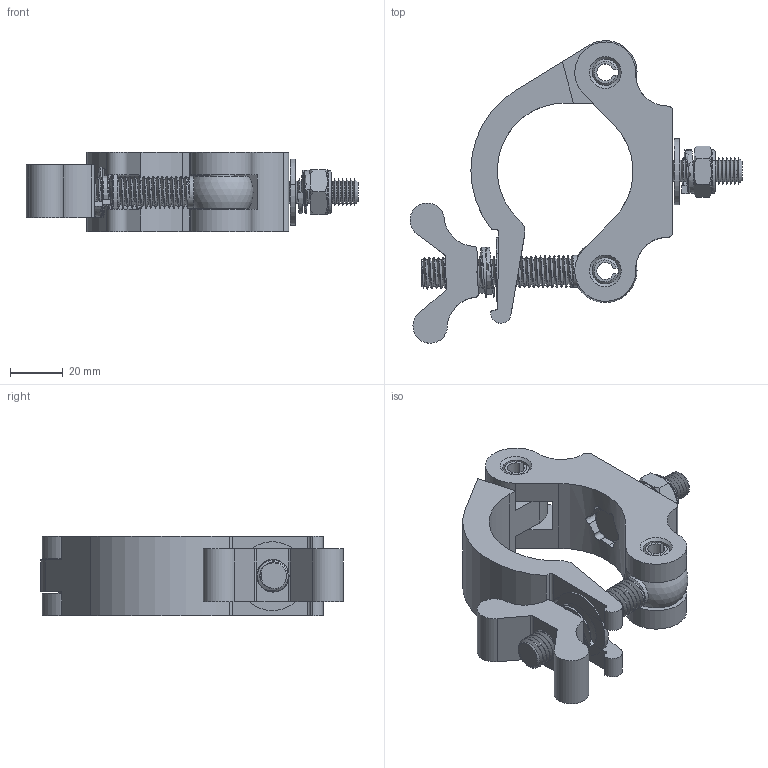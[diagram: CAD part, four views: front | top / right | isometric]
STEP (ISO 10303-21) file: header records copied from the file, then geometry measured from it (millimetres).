
FILE_DESCRIPTION(/* description */ (''),/* implementation_level */ '2;1');
FILE_NAME(/* name */ 'EVT50C-NHCP.step',/* time_stamp */ '2024-01-24T15:38:34-08:00',/* author */ (''),/* organization */ (''),/* preprocessor_version */ 'ST-DEVELOPER v20',/* originating_system */ 'Autodesk Translation Framework v12.14.0.127',/* authorisation */ '');
FILE_SCHEMA (('AUTOMOTIVE_DESIGN { 1 0 10303 214 3 1 1 }'));
Length unit declared in the file: millimetre
Products named in the file (1): EVT50C-NHCP
Bounding box: 125.44 x 114.32 x 30.13 mm (x, y, z)
Volume: 104802.1 mm3; surface area: 44244.5 mm2
Topology: 13 solids, 13 shells, 342 faces, 858 edges, 544 vertices
Faces by surface type: cylinder 129, plane 87, cone 82, bspline 38, torus 4, sphere 2
Full cylindrical faces by diameter (mm): 10 x4, 10.3 x1, 11 x1
Entity records: 18491 total; most frequent: CARTESIAN_POINT 10666, ORIENTED_EDGE 1716, DIRECTION 1450, EDGE_CURVE 858, VERTEX_POINT 544, AXIS2_PLACEMENT_3D 537, LINE 376, VECTOR 376
